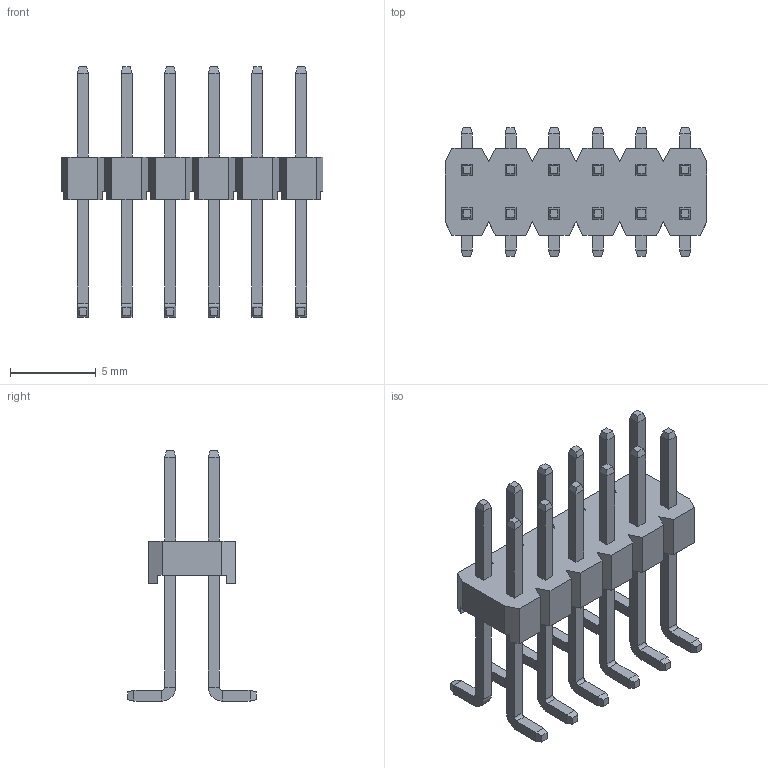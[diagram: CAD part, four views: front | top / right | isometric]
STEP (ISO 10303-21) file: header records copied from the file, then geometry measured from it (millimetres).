
FILE_DESCRIPTION (( 'STEP AP214' ), '1' );
FILE_NAME ('FPH25471-D12S1014163109M-REF.STEP', '2025-04-10T02:59:27', ( '' ), ( '' ), 'SwSTEP 2.0', 'SolidWorks 2021', '' );
FILE_SCHEMA (( 'AUTOMOTIVE_DESIGN' ));
Length unit declared in the file: millimetre
Products named in the file (1): FPH25471-D12S1014163109M-REF
Bounding box: 15.24 x 7.5 x 14.57 mm (x, y, z)
Volume: 224 mm3; surface area: 715 mm2
Topology: 1 solids, 1 shells, 376 faces, 858 edges, 508 vertices
Faces by surface type: plane 352, cylinder 24
Entity records: 10168 total; most frequent: CARTESIAN_POINT 1743, ORIENTED_EDGE 1716, DIRECTION 1660, EDGE_CURVE 858, VECTOR 810, LINE 810, VERTEX_POINT 508, AXIS2_PLACEMENT_3D 425
